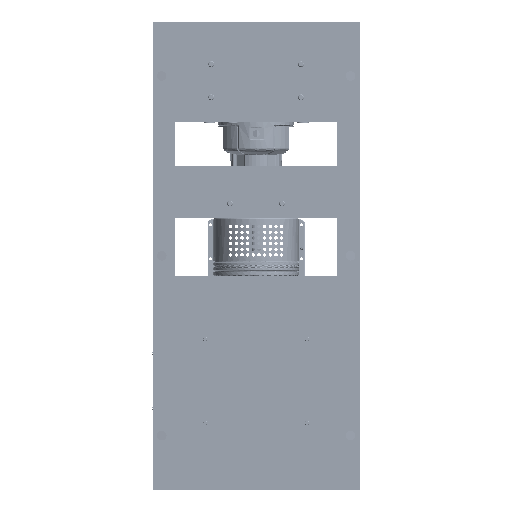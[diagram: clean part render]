
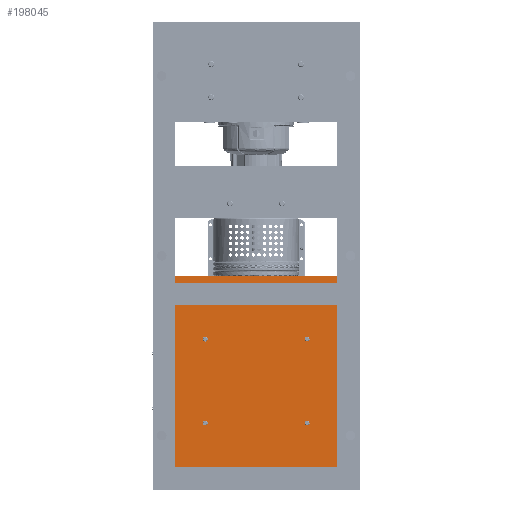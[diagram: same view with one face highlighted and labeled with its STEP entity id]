
A CAD part, front view. The second image highlights one B-rep face of the part: STEP entity #198045.
In plain terms, the highlighted planar face has unit normal (0, -1, 0).
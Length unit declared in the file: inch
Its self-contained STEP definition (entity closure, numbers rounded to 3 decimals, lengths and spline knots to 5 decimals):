
#1654 = CIRCLE ( 'NONE', #357644, 0.203 ) ;
#1843 = DIRECTION ( 'NONE',  ( 0., 0., 1. ) ) ;
#3647 = VECTOR ( 'NONE', #264691, 39.37008 ) ;
#4331 = DIRECTION ( 'NONE',  ( 0., 0., 1. ) ) ;
#8517 = AXIS2_PLACEMENT_3D ( 'NONE', #122481, #308356, #279351 ) ;
#9990 = DIRECTION ( 'NONE',  ( 0., -1., 0. ) ) ;
#10006 = CARTESIAN_POINT ( 'NONE',  ( -3.75124, 0., 4.25 ) ) ;
#11659 = DIRECTION ( 'NONE',  ( 0., 0., 1. ) ) ;
#13395 = EDGE_LOOP ( 'NONE', ( #392127, #375411 ) ) ;
#15747 = EDGE_CURVE ( 'NONE', #129341, #371338, #1654, .T. ) ;
#22419 = AXIS2_PLACEMENT_3D ( 'NONE', #279650, #374671, #118720 ) ;
#25892 = CARTESIAN_POINT ( 'NONE',  ( 3.45176, 0., 4.25 ) ) ;
#27175 = CIRCLE ( 'NONE', #370170, 0.203 ) ;
#30907 = VERTEX_POINT ( 'NONE', #400725 ) ;
#35321 = CARTESIAN_POINT ( 'NONE',  ( 3.45176, 0., 4.25 ) ) ;
#41458 = ORIENTED_EDGE ( 'NONE', *, *, #149643, .F. ) ;
#41487 = FACE_OUTER_BOUND ( 'NONE', #339457, .T. ) ;
#49934 = AXIS2_PLACEMENT_3D ( 'NONE', #35321, #196218, #97248 ) ;
#50555 = LINE ( 'NONE', #52591, #95542 ) ;
#52591 = CARTESIAN_POINT ( 'NONE',  ( -8.75, 0., -8.29 ) ) ;
#54694 = CARTESIAN_POINT ( 'NONE',  ( -8.75, 0., -8.29 ) ) ;
#61249 = DIRECTION ( 'NONE',  ( 1., 0., 0. ) ) ;
#67272 = EDGE_CURVE ( 'NONE', #30907, #93699, #286734, .T. ) ;
#76595 = CARTESIAN_POINT ( 'NONE',  ( 0., 0., 0. ) ) ;
#78487 = VECTOR ( 'NONE', #381752, 39.37008 ) ;
#80641 = FACE_BOUND ( 'NONE', #393624, .T. ) ;
#86516 = VERTEX_POINT ( 'NONE', #303029 ) ;
#87671 = EDGE_CURVE ( 'NONE', #135694, #406493, #199469, .T. ) ;
#90214 = LINE ( 'NONE', #311079, #378948 ) ;
#91020 = CARTESIAN_POINT ( 'NONE',  ( 3.24876, 0., 4.25 ) ) ;
#92772 = CARTESIAN_POINT ( 'NONE',  ( 3.65476, 0., -4.25 ) ) ;
#93699 = VERTEX_POINT ( 'NONE', #183513 ) ;
#95177 = DIRECTION ( 'NONE',  ( 0., -1., 0. ) ) ;
#95542 = VECTOR ( 'NONE', #238356, 39.37008 ) ;
#96369 = CIRCLE ( 'NONE', #248117, 0.203 ) ;
#97248 = DIRECTION ( 'NONE',  ( 0., 0., 1. ) ) ;
#100580 = CIRCLE ( 'NONE', #338134, 0.203 ) ;
#105276 = CARTESIAN_POINT ( 'NONE',  ( -3.54824, 0., 4.25 ) ) ;
#111602 = DIRECTION ( 'NONE',  ( 0., 0., 1. ) ) ;
#113212 = EDGE_CURVE ( 'NONE', #371338, #129341, #27175, .T. ) ;
#115953 = CIRCLE ( 'NONE', #49934, 0.203 ) ;
#118720 = DIRECTION ( 'NONE',  ( 0., 0., 1. ) ) ;
#118770 = DIRECTION ( 'NONE',  ( 0., -1., 0. ) ) ;
#120863 = ORIENTED_EDGE ( 'NONE', *, *, #87671, .F. ) ;
#122481 = CARTESIAN_POINT ( 'NONE',  ( 3.45176, 0., -4.25 ) ) ;
#128725 = EDGE_CURVE ( 'NONE', #217797, #30907, #90214, .T. ) ;
#129341 = VERTEX_POINT ( 'NONE', #10006 ) ;
#135694 = VERTEX_POINT ( 'NONE', #403201 ) ;
#137128 = EDGE_CURVE ( 'NONE', #93699, #277195, #138794, .T. ) ;
#138794 = LINE ( 'NONE', #392746, #3647 ) ;
#149643 = EDGE_CURVE ( 'NONE', #406493, #135694, #364502, .T. ) ;
#152777 = CARTESIAN_POINT ( 'NONE',  ( -8.75, 0., 8.29 ) ) ;
#159131 = VERTEX_POINT ( 'NONE', #355571 ) ;
#169215 = DIRECTION ( 'NONE',  ( 0., 0., 1. ) ) ;
#169414 = PLANE ( 'NONE',  #305517 ) ;
#175611 = ORIENTED_EDGE ( 'NONE', *, *, #67272, .F. ) ;
#176195 = ORIENTED_EDGE ( 'NONE', *, *, #128725, .F. ) ;
#178866 = CARTESIAN_POINT ( 'NONE',  ( -3.75124, 0., -4.25 ) ) ;
#182292 = VERTEX_POINT ( 'NONE', #91020 ) ;
#183513 = CARTESIAN_POINT ( 'NONE',  ( 8.75, 0., -8.29 ) ) ;
#184445 = ORIENTED_EDGE ( 'NONE', *, *, #15747, .F. ) ;
#196218 = DIRECTION ( 'NONE',  ( 0., -1., 0. ) ) ;
#198045 = ADVANCED_FACE ( 'NONE', ( #324340, #394471, #80641, #229320, #41487 ), #169414, .F. ) ;
#199469 = CIRCLE ( 'NONE', #239215, 0.203 ) ;
#207097 = CIRCLE ( 'NONE', #22419, 0.203 ) ;
#210738 = EDGE_CURVE ( 'NONE', #182292, #159131, #115953, .T. ) ;
#217797 = VERTEX_POINT ( 'NONE', #152777 ) ;
#221208 = ORIENTED_EDGE ( 'NONE', *, *, #255019, .F. ) ;
#226440 = VERTEX_POINT ( 'NONE', #178866 ) ;
#228765 = CARTESIAN_POINT ( 'NONE',  ( -3.54824, 0., 4.25 ) ) ;
#229320 = FACE_BOUND ( 'NONE', #13395, .T. ) ;
#230442 = DIRECTION ( 'NONE',  ( 0., -1., 0. ) ) ;
#233331 = EDGE_CURVE ( 'NONE', #159131, #182292, #100580, .T. ) ;
#238356 = DIRECTION ( 'NONE',  ( 0., 0., 1. ) ) ;
#239215 = AXIS2_PLACEMENT_3D ( 'NONE', #321413, #230442, #11659 ) ;
#248117 = AXIS2_PLACEMENT_3D ( 'NONE', #382122, #95177, #4331 ) ;
#255019 = EDGE_CURVE ( 'NONE', #86516, #226440, #207097, .T. ) ;
#264362 = DIRECTION ( 'NONE',  ( 0., 1., 0. ) ) ;
#264691 = DIRECTION ( 'NONE',  ( -1., 0., 0. ) ) ;
#265721 = EDGE_LOOP ( 'NONE', ( #120863, #41458 ) ) ;
#277195 = VERTEX_POINT ( 'NONE', #54694 ) ;
#279351 = DIRECTION ( 'NONE',  ( 0., 0., 1. ) ) ;
#279650 = CARTESIAN_POINT ( 'NONE',  ( -3.54824, 0., -4.25 ) ) ;
#286734 = LINE ( 'NONE', #292836, #78487 ) ;
#292836 = CARTESIAN_POINT ( 'NONE',  ( 8.75, 0., -8.29 ) ) ;
#295176 = DIRECTION ( 'NONE',  ( 0., -1., 0. ) ) ;
#303029 = CARTESIAN_POINT ( 'NONE',  ( -3.34524, 0., -4.25 ) ) ;
#305517 = AXIS2_PLACEMENT_3D ( 'NONE', #76595, #264362, #111602 ) ;
#308119 = CARTESIAN_POINT ( 'NONE',  ( -3.34524, 0., 4.25 ) ) ;
#308356 = DIRECTION ( 'NONE',  ( 0., -1., 0. ) ) ;
#311079 = CARTESIAN_POINT ( 'NONE',  ( -8.75, 0., 8.29 ) ) ;
#315252 = EDGE_CURVE ( 'NONE', #226440, #86516, #96369, .T. ) ;
#315843 = ORIENTED_EDGE ( 'NONE', *, *, #408361, .F. ) ;
#316668 = ORIENTED_EDGE ( 'NONE', *, *, #137128, .F. ) ;
#321413 = CARTESIAN_POINT ( 'NONE',  ( 3.45176, 0., -4.25 ) ) ;
#324340 = FACE_BOUND ( 'NONE', #265721, .T. ) ;
#338134 = AXIS2_PLACEMENT_3D ( 'NONE', #25892, #118770, #372691 ) ;
#339457 = EDGE_LOOP ( 'NONE', ( #175611, #176195, #315843, #316668 ) ) ;
#342422 = EDGE_LOOP ( 'NONE', ( #377372, #221208 ) ) ;
#355571 = CARTESIAN_POINT ( 'NONE',  ( 3.65476, 0., 4.25 ) ) ;
#357644 = AXIS2_PLACEMENT_3D ( 'NONE', #228765, #9990, #1843 ) ;
#364502 = CIRCLE ( 'NONE', #8517, 0.203 ) ;
#370170 = AXIS2_PLACEMENT_3D ( 'NONE', #105276, #295176, #169215 ) ;
#371338 = VERTEX_POINT ( 'NONE', #308119 ) ;
#372691 = DIRECTION ( 'NONE',  ( 0., 0., 1. ) ) ;
#374671 = DIRECTION ( 'NONE',  ( 0., -1., 0. ) ) ;
#375411 = ORIENTED_EDGE ( 'NONE', *, *, #233331, .F. ) ;
#377372 = ORIENTED_EDGE ( 'NONE', *, *, #315252, .F. ) ;
#378948 = VECTOR ( 'NONE', #61249, 39.37008 ) ;
#381752 = DIRECTION ( 'NONE',  ( 0., 0., -1. ) ) ;
#382122 = CARTESIAN_POINT ( 'NONE',  ( -3.54824, 0., -4.25 ) ) ;
#392127 = ORIENTED_EDGE ( 'NONE', *, *, #210738, .F. ) ;
#392746 = CARTESIAN_POINT ( 'NONE',  ( -8.75, 0., -8.29 ) ) ;
#393624 = EDGE_LOOP ( 'NONE', ( #184445, #396735 ) ) ;
#394471 = FACE_BOUND ( 'NONE', #342422, .T. ) ;
#396735 = ORIENTED_EDGE ( 'NONE', *, *, #113212, .F. ) ;
#400725 = CARTESIAN_POINT ( 'NONE',  ( 8.75, 0., 8.29 ) ) ;
#403201 = CARTESIAN_POINT ( 'NONE',  ( 3.24876, 0., -4.25 ) ) ;
#406493 = VERTEX_POINT ( 'NONE', #92772 ) ;
#408361 = EDGE_CURVE ( 'NONE', #277195, #217797, #50555, .T. ) ;
